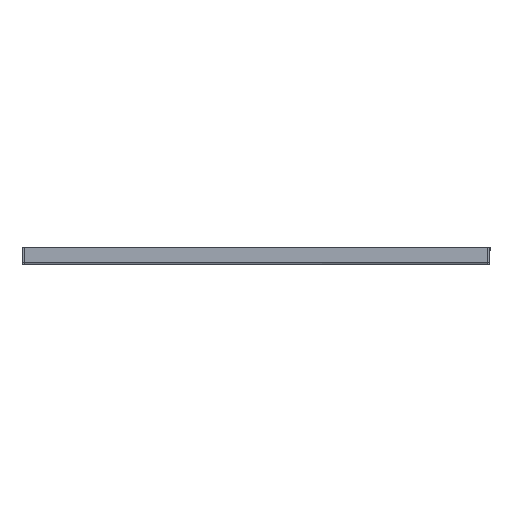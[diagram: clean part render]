
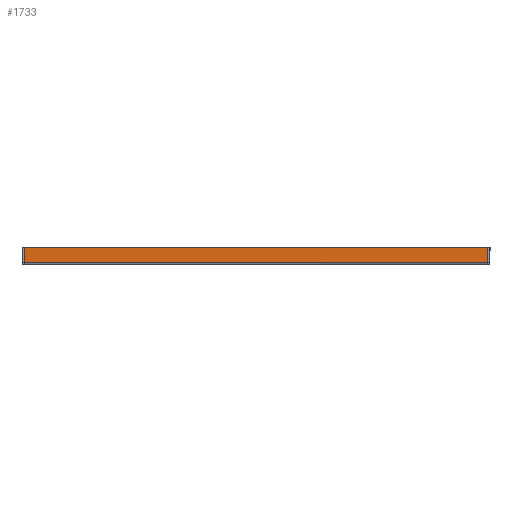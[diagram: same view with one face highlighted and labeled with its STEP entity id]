
A CAD part, left-side view. The second image highlights one B-rep face of the part: STEP entity #1733.
In plain terms, the highlighted planar face has unit normal (-1, 0, 0).
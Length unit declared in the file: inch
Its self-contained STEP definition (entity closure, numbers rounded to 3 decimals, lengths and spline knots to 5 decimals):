
#123 = EDGE_CURVE ( 'NONE', #523, #1587, #1951, .T. ) ;
#218 = ORIENTED_EDGE ( 'NONE', *, *, #1894, .F. ) ;
#227 = DIRECTION ( 'NONE',  ( 0., 0., -1. ) ) ;
#231 = DIRECTION ( 'NONE',  ( 0., 0., 1. ) ) ;
#263 = ORIENTED_EDGE ( 'NONE', *, *, #123, .F. ) ;
#292 = DIRECTION ( 'NONE',  ( 0., -1., 0. ) ) ;
#328 = LINE ( 'NONE', #496, #1516 ) ;
#336 = CARTESIAN_POINT ( 'NONE',  ( 0., 0., 0.828 ) ) ;
#341 = VECTOR ( 'NONE', #292, 39.37008 ) ;
#387 = VERTEX_POINT ( 'NONE', #989 ) ;
#393 = ORIENTED_EDGE ( 'NONE', *, *, #468, .T. ) ;
#468 = EDGE_CURVE ( 'NONE', #523, #387, #616, .T. ) ;
#480 = ORIENTED_EDGE ( 'NONE', *, *, #1543, .T. ) ;
#496 = CARTESIAN_POINT ( 'NONE',  ( 0., 0., 0.1075 ) ) ;
#523 = VERTEX_POINT ( 'NONE', #875 ) ;
#616 = LINE ( 'NONE', #1946, #1407 ) ;
#656 = CARTESIAN_POINT ( 'NONE',  ( 0., 0.11167, 0.828 ) ) ;
#717 = DIRECTION ( 'NONE',  ( 0., 0., -1. ) ) ;
#875 = CARTESIAN_POINT ( 'NONE',  ( 0., 21.95083, 0.828 ) ) ;
#954 = FACE_OUTER_BOUND ( 'NONE', #1455, .T. ) ;
#989 = CARTESIAN_POINT ( 'NONE',  ( 0., 21.95083, 0.1075 ) ) ;
#1001 = CARTESIAN_POINT ( 'NONE',  ( 0., 0., 0. ) ) ;
#1073 = LINE ( 'NONE', #1506, #1870 ) ;
#1165 = DIRECTION ( 'NONE',  ( -1., 0., 0. ) ) ;
#1189 = CARTESIAN_POINT ( 'NONE',  ( 0., 0.11167, 0.1075 ) ) ;
#1321 = AXIS2_PLACEMENT_3D ( 'NONE', #1001, #1165, #231 ) ;
#1407 = VECTOR ( 'NONE', #227, 39.37008 ) ;
#1455 = EDGE_LOOP ( 'NONE', ( #218, #263, #393, #480 ) ) ;
#1506 = CARTESIAN_POINT ( 'NONE',  ( 0., 0.11167, 0.1046 ) ) ;
#1516 = VECTOR ( 'NONE', #1756, 39.37008 ) ;
#1543 = EDGE_CURVE ( 'NONE', #387, #1904, #328, .T. ) ;
#1587 = VERTEX_POINT ( 'NONE', #656 ) ;
#1733 = ADVANCED_FACE ( 'NONE', ( #954 ), #1944, .T. ) ;
#1756 = DIRECTION ( 'NONE',  ( 0., -1., 0. ) ) ;
#1870 = VECTOR ( 'NONE', #717, 39.37008 ) ;
#1894 = EDGE_CURVE ( 'NONE', #1587, #1904, #1073, .T. ) ;
#1904 = VERTEX_POINT ( 'NONE', #1189 ) ;
#1944 = PLANE ( 'NONE',  #1321 ) ;
#1946 = CARTESIAN_POINT ( 'NONE',  ( 0., 21.95083, 0. ) ) ;
#1951 = LINE ( 'NONE', #336, #341 ) ;
